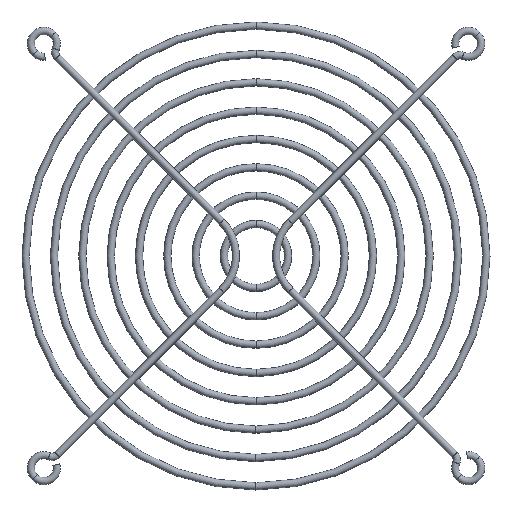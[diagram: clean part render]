
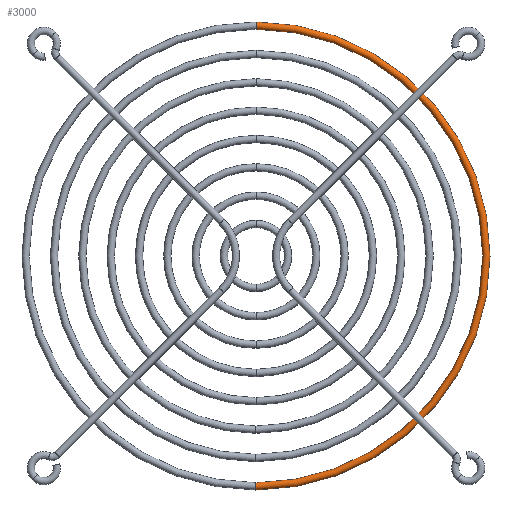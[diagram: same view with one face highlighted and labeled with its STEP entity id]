
A CAD part, front view. The second image highlights one B-rep face of the part: STEP entity #3000.
In plain terms, the highlighted toroidal (fillet/blend) face has major radius 56.9 mm and minor radius 0.9 mm.
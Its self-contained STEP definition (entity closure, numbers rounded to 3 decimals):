
#3000 = ADVANCED_FACE('',(#3001),#3016,.T.);
#3001 = FACE_BOUND('',#3002,.T.);
#3002 = EDGE_LOOP('',(#3003,#3039,#3068,#3092));
#3003 = ORIENTED_EDGE('',*,*,#3004,.F.);
#3004 = EDGE_CURVE('',#3005,#3007,#3009,.T.);
#3005 = VERTEX_POINT('',#3006);
#3006 = CARTESIAN_POINT('',(0.,2.9,-57.8));
#3007 = VERTEX_POINT('',#3008);
#3008 = CARTESIAN_POINT('',(0.,2.9,-56.));
#3009 = SURFACE_CURVE('',#3010,(#3015,#3027),.PCURVE_S1.);
#3010 = CIRCLE('',#3011,0.9);
#3011 = AXIS2_PLACEMENT_3D('',#3012,#3013,#3014);
#3012 = CARTESIAN_POINT('',(0.,2.9,-56.9));
#3013 = DIRECTION('',(-1.,0.,0.));
#3014 = DIRECTION('',(0.,0.,1.));
#3015 = PCURVE('',#3016,#3021);
#3016 = TOROIDAL_SURFACE('',#3017,56.9,0.9);
#3017 = AXIS2_PLACEMENT_3D('',#3018,#3019,#3020);
#3018 = CARTESIAN_POINT('',(0.,2.9,0.));
#3019 = DIRECTION('',(0.,-1.,0.));
#3020 = DIRECTION('',(0.,0.,1.));
#3021 = DEFINITIONAL_REPRESENTATION('',(#3022),#3026);
#3022 = LINE('',#3023,#3024);
#3023 = CARTESIAN_POINT('',(3.142,-3.142));
#3024 = VECTOR('',#3025,1.);
#3025 = DIRECTION('',(0.,1.));
#3026 = ( GEOMETRIC_REPRESENTATION_CONTEXT(2) 
PARAMETRIC_REPRESENTATION_CONTEXT() REPRESENTATION_CONTEXT('2D SPACE',''
  ) );
#3027 = PCURVE('',#3028,#3033);
#3028 = TOROIDAL_SURFACE('',#3029,56.9,0.9);
#3029 = AXIS2_PLACEMENT_3D('',#3030,#3031,#3032);
#3030 = CARTESIAN_POINT('',(0.,2.9,0.));
#3031 = DIRECTION('',(0.,-1.,0.));
#3032 = DIRECTION('',(0.,0.,1.));
#3033 = DEFINITIONAL_REPRESENTATION('',(#3034),#3038);
#3034 = LINE('',#3035,#3036);
#3035 = CARTESIAN_POINT('',(3.142,-3.142));
#3036 = VECTOR('',#3037,1.);
#3037 = DIRECTION('',(0.,1.));
#3038 = ( GEOMETRIC_REPRESENTATION_CONTEXT(2) 
PARAMETRIC_REPRESENTATION_CONTEXT() REPRESENTATION_CONTEXT('2D SPACE',''
  ) );
#3039 = ORIENTED_EDGE('',*,*,#3040,.T.);
#3040 = EDGE_CURVE('',#3005,#3041,#3043,.T.);
#3041 = VERTEX_POINT('',#3042);
#3042 = CARTESIAN_POINT('',(0.,2.9,57.8));
#3043 = SURFACE_CURVE('',#3044,(#3049,#3056),.PCURVE_S1.);
#3044 = CIRCLE('',#3045,57.8);
#3045 = AXIS2_PLACEMENT_3D('',#3046,#3047,#3048);
#3046 = CARTESIAN_POINT('',(0.,2.9,0.));
#3047 = DIRECTION('',(0.,-1.,0.));
#3048 = DIRECTION('',(0.,0.,-1.));
#3049 = PCURVE('',#3016,#3050);
#3050 = DEFINITIONAL_REPRESENTATION('',(#3051),#3055);
#3051 = LINE('',#3052,#3053);
#3052 = CARTESIAN_POINT('',(3.142,0.));
#3053 = VECTOR('',#3054,1.);
#3054 = DIRECTION('',(1.,0.));
#3055 = ( GEOMETRIC_REPRESENTATION_CONTEXT(2) 
PARAMETRIC_REPRESENTATION_CONTEXT() REPRESENTATION_CONTEXT('2D SPACE',''
  ) );
#3056 = PCURVE('',#3057,#3062);
#3057 = TOROIDAL_SURFACE('',#3058,56.9,0.9);
#3058 = AXIS2_PLACEMENT_3D('',#3059,#3060,#3061);
#3059 = CARTESIAN_POINT('',(0.,2.9,0.));
#3060 = DIRECTION('',(0.,-1.,0.));
#3061 = DIRECTION('',(0.,0.,1.));
#3062 = DEFINITIONAL_REPRESENTATION('',(#3063),#3067);
#3063 = LINE('',#3064,#3065);
#3064 = CARTESIAN_POINT('',(3.142,6.283));
#3065 = VECTOR('',#3066,1.);
#3066 = DIRECTION('',(1.,0.));
#3067 = ( GEOMETRIC_REPRESENTATION_CONTEXT(2) 
PARAMETRIC_REPRESENTATION_CONTEXT() REPRESENTATION_CONTEXT('2D SPACE',''
  ) );
#3068 = ORIENTED_EDGE('',*,*,#3069,.T.);
#3069 = EDGE_CURVE('',#3041,#3070,#3072,.T.);
#3070 = VERTEX_POINT('',#3071);
#3071 = CARTESIAN_POINT('',(0.,2.9,56.));
#3072 = SURFACE_CURVE('',#3073,(#3078,#3085),.PCURVE_S1.);
#3073 = CIRCLE('',#3074,0.9);
#3074 = AXIS2_PLACEMENT_3D('',#3075,#3076,#3077);
#3075 = CARTESIAN_POINT('',(0.,2.9,56.9));
#3076 = DIRECTION('',(1.,0.,0.));
#3077 = DIRECTION('',(0.,0.,-1.));
#3078 = PCURVE('',#3016,#3079);
#3079 = DEFINITIONAL_REPRESENTATION('',(#3080),#3084);
#3080 = LINE('',#3081,#3082);
#3081 = CARTESIAN_POINT('',(6.283,-3.142));
#3082 = VECTOR('',#3083,1.);
#3083 = DIRECTION('',(0.,1.));
#3084 = ( GEOMETRIC_REPRESENTATION_CONTEXT(2) 
PARAMETRIC_REPRESENTATION_CONTEXT() REPRESENTATION_CONTEXT('2D SPACE',''
  ) );
#3085 = PCURVE('',#3028,#3086);
#3086 = DEFINITIONAL_REPRESENTATION('',(#3087),#3091);
#3087 = LINE('',#3088,#3089);
#3088 = CARTESIAN_POINT('',(0.,-3.142));
#3089 = VECTOR('',#3090,1.);
#3090 = DIRECTION('',(0.,1.));
#3091 = ( GEOMETRIC_REPRESENTATION_CONTEXT(2) 
PARAMETRIC_REPRESENTATION_CONTEXT() REPRESENTATION_CONTEXT('2D SPACE',''
  ) );
#3092 = ORIENTED_EDGE('',*,*,#3093,.F.);
#3093 = EDGE_CURVE('',#3007,#3070,#3094,.T.);
#3094 = SURFACE_CURVE('',#3095,(#3100,#3107),.PCURVE_S1.);
#3095 = CIRCLE('',#3096,56.);
#3096 = AXIS2_PLACEMENT_3D('',#3097,#3098,#3099);
#3097 = CARTESIAN_POINT('',(0.,2.9,0.));
#3098 = DIRECTION('',(0.,-1.,0.));
#3099 = DIRECTION('',(0.,0.,-1.));
#3100 = PCURVE('',#3016,#3101);
#3101 = DEFINITIONAL_REPRESENTATION('',(#3102),#3106);
#3102 = LINE('',#3103,#3104);
#3103 = CARTESIAN_POINT('',(3.142,3.142));
#3104 = VECTOR('',#3105,1.);
#3105 = DIRECTION('',(1.,0.));
#3106 = ( GEOMETRIC_REPRESENTATION_CONTEXT(2) 
PARAMETRIC_REPRESENTATION_CONTEXT() REPRESENTATION_CONTEXT('2D SPACE',''
  ) );
#3107 = PCURVE('',#3057,#3108);
#3108 = DEFINITIONAL_REPRESENTATION('',(#3109),#3113);
#3109 = LINE('',#3110,#3111);
#3110 = CARTESIAN_POINT('',(3.142,3.142));
#3111 = VECTOR('',#3112,1.);
#3112 = DIRECTION('',(1.,0.));
#3113 = ( GEOMETRIC_REPRESENTATION_CONTEXT(2) 
PARAMETRIC_REPRESENTATION_CONTEXT() REPRESENTATION_CONTEXT('2D SPACE',''
  ) );
